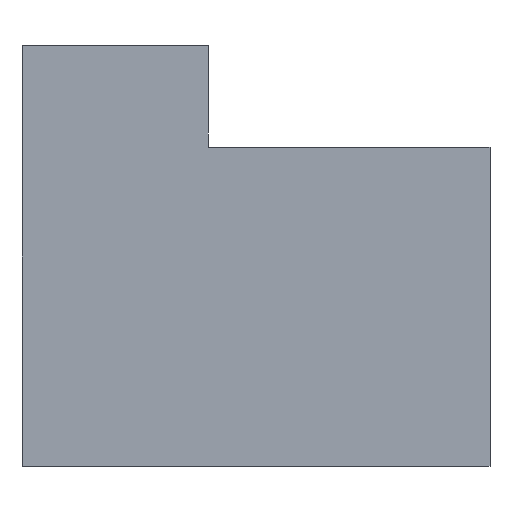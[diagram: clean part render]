
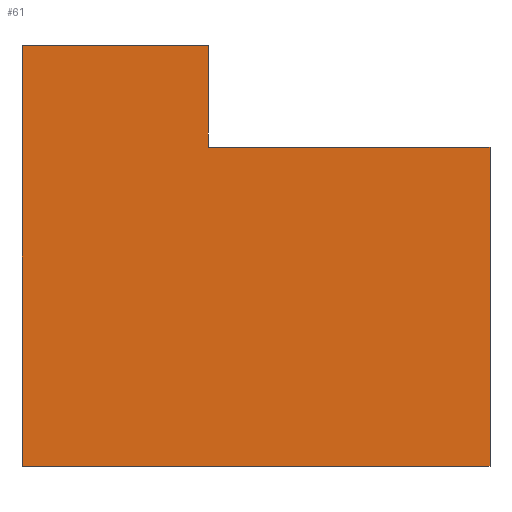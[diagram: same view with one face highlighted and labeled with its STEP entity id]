
A CAD part, left-side view. The second image highlights one B-rep face of the part: STEP entity #61.
In plain terms, the highlighted planar face has unit normal (-1, 0, 0).
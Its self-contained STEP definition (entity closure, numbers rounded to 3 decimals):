
#1 = DIRECTION ( 'NONE',  ( 0., -1., 0. ) ) ;
#18 = EDGE_CURVE ( 'NONE', #111, #276, #196, .T. ) ;
#19 = VERTEX_POINT ( 'NONE', #283 ) ;
#22 = VECTOR ( 'NONE', #144, 1000. ) ;
#32 = VERTEX_POINT ( 'NONE', #146 ) ;
#47 = CARTESIAN_POINT ( 'NONE',  ( -11., 0., -15. ) ) ;
#54 = EDGE_CURVE ( 'NONE', #32, #19, #83, .T. ) ;
#60 = CARTESIAN_POINT ( 'NONE',  ( -11., -1., -15. ) ) ;
#61 = ADVANCED_FACE ( 'NONE', ( #120 ), #318, .T. ) ;
#65 = CARTESIAN_POINT ( 'NONE',  ( -11., -1., 0. ) ) ;
#74 = EDGE_LOOP ( 'NONE', ( #140, #200, #163, #274, #219, #197 ) ) ;
#83 = LINE ( 'NONE', #371, #192 ) ;
#84 = EDGE_CURVE ( 'NONE', #133, #111, #263, .T. ) ;
#87 = AXIS2_PLACEMENT_3D ( 'NONE', #226, #151, #156 ) ;
#96 = DIRECTION ( 'NONE',  ( 0., 0., 1. ) ) ;
#97 = LINE ( 'NONE', #347, #336 ) ;
#98 = CARTESIAN_POINT ( 'NONE',  ( -11., 21., -15. ) ) ;
#111 = VERTEX_POINT ( 'NONE', #60 ) ;
#120 = FACE_OUTER_BOUND ( 'NONE', #74, .T. ) ;
#121 = EDGE_CURVE ( 'NONE', #314, #19, #97, .T. ) ;
#131 = CARTESIAN_POINT ( 'NONE',  ( -11., 12.237, 0. ) ) ;
#133 = VERTEX_POINT ( 'NONE', #65 ) ;
#136 = VECTOR ( 'NONE', #290, 1000. ) ;
#140 = ORIENTED_EDGE ( 'NONE', *, *, #54, .F. ) ;
#144 = DIRECTION ( 'NONE',  ( 0., 1., 0. ) ) ;
#146 = CARTESIAN_POINT ( 'NONE',  ( -11., 21., 4.754 ) ) ;
#151 = DIRECTION ( 'NONE',  ( -1., 0., 0. ) ) ;
#152 = EDGE_CURVE ( 'NONE', #314, #133, #319, .T. ) ;
#153 = DIRECTION ( 'NONE',  ( 0., 0., -1. ) ) ;
#156 = DIRECTION ( 'NONE',  ( 0., 0., 1. ) ) ;
#163 = ORIENTED_EDGE ( 'NONE', *, *, #18, .F. ) ;
#179 = CARTESIAN_POINT ( 'NONE',  ( -11., 21., 17.754 ) ) ;
#183 = CARTESIAN_POINT ( 'NONE',  ( -11., -1., 0. ) ) ;
#192 = VECTOR ( 'NONE', #367, 1000. ) ;
#196 = LINE ( 'NONE', #47, #22 ) ;
#197 = ORIENTED_EDGE ( 'NONE', *, *, #121, .T. ) ;
#200 = ORIENTED_EDGE ( 'NONE', *, *, #297, .F. ) ;
#206 = VECTOR ( 'NONE', #153, 1000. ) ;
#219 = ORIENTED_EDGE ( 'NONE', *, *, #152, .F. ) ;
#226 = CARTESIAN_POINT ( 'NONE',  ( -11., 0., 0. ) ) ;
#233 = CARTESIAN_POINT ( 'NONE',  ( -11., 0., 0. ) ) ;
#263 = LINE ( 'NONE', #183, #206 ) ;
#272 = VECTOR ( 'NONE', #1, 1000. ) ;
#274 = ORIENTED_EDGE ( 'NONE', *, *, #84, .F. ) ;
#276 = VERTEX_POINT ( 'NONE', #98 ) ;
#283 = CARTESIAN_POINT ( 'NONE',  ( -11., 12.237, 4.754 ) ) ;
#290 = DIRECTION ( 'NONE',  ( 0., 0., 1. ) ) ;
#296 = LINE ( 'NONE', #179, #136 ) ;
#297 = EDGE_CURVE ( 'NONE', #276, #32, #296, .T. ) ;
#314 = VERTEX_POINT ( 'NONE', #131 ) ;
#318 = PLANE ( 'NONE',  #87 ) ;
#319 = LINE ( 'NONE', #233, #272 ) ;
#336 = VECTOR ( 'NONE', #96, 1000. ) ;
#347 = CARTESIAN_POINT ( 'NONE',  ( -11., 12.237, 0. ) ) ;
#367 = DIRECTION ( 'NONE',  ( 0., -1., 0. ) ) ;
#371 = CARTESIAN_POINT ( 'NONE',  ( -11., 21., 4.754 ) ) ;
